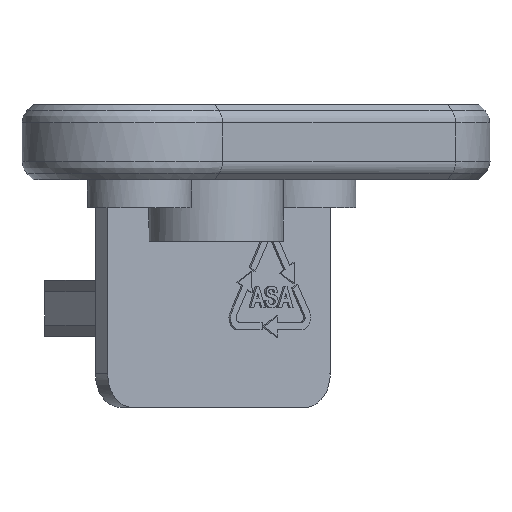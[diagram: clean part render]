
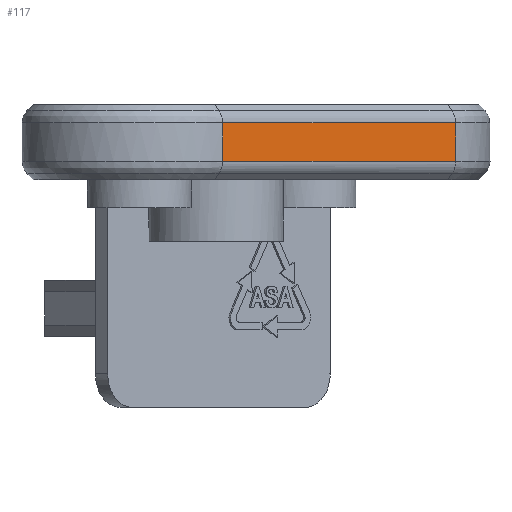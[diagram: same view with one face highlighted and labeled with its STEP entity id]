
A CAD part, front view. The second image highlights one B-rep face of the part: STEP entity #117.
In plain terms, the highlighted planar face has unit normal (0.707, -0.707, 0).
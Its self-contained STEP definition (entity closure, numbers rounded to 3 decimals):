
#117=ADVANCED_FACE('',(#304),#2873,.T.);
#304=FACE_OUTER_BOUND('',#506,.T.);
#506=EDGE_LOOP('',(#994,#995,#996,#997));
#994=ORIENTED_EDGE('',*,*,#1780,.T.);
#995=ORIENTED_EDGE('',*,*,#1766,.F.);
#996=ORIENTED_EDGE('',*,*,#1779,.T.);
#997=ORIENTED_EDGE('',*,*,#1762,.T.);
#1762=EDGE_CURVE('',#2651,#2652,#2121,.T.);
#1766=EDGE_CURVE('',#2656,#2655,#2122,.T.);
#1779=EDGE_CURVE('',#2656,#2651,#2469,.T.);
#1780=EDGE_CURVE('',#2652,#2655,#2470,.T.);
#2121=B_SPLINE_CURVE_WITH_KNOTS('',1,(#5718,#5719),.UNSPECIFIED.,.F.,.F.,
(2,2),(1.331,4.169),.UNSPECIFIED.);
#2122=B_SPLINE_CURVE_WITH_KNOTS('',1,(#5732,#5733),.UNSPECIFIED.,.F.,.F.,
(2,2),(1.331,4.169),.UNSPECIFIED.);
#2469=(
BOUNDED_CURVE()
B_SPLINE_CURVE(1,(#5776,#5777),.UNSPECIFIED.,.F.,.F.)
B_SPLINE_CURVE_WITH_KNOTS((2,2),(0.,29.422),
 .UNSPECIFIED.)
CURVE()
GEOMETRIC_REPRESENTATION_ITEM()
RATIONAL_B_SPLINE_CURVE((1.,1.))
REPRESENTATION_ITEM('')
);
#2470=(
BOUNDED_CURVE()
B_SPLINE_CURVE(1,(#5778,#5779),.UNSPECIFIED.,.F.,.F.)
B_SPLINE_CURVE_WITH_KNOTS((2,2),(0.,29.422),
 .UNSPECIFIED.)
CURVE()
GEOMETRIC_REPRESENTATION_ITEM()
RATIONAL_B_SPLINE_CURVE((1.,1.))
REPRESENTATION_ITEM('')
);
#2651=VERTEX_POINT('',#4824);
#2652=VERTEX_POINT('',#4825);
#2655=VERTEX_POINT('',#4828);
#2656=VERTEX_POINT('',#4829);
#2873=PLANE('',#3148);
#3148=AXIS2_PLACEMENT_3D('',#3568,#3303,$);
#3303=DIRECTION('',(0.707,-0.707,0.));
#3568=CARTESIAN_POINT('',(-33.414,12.609,130.311));
#4824=CARTESIAN_POINT('',(-33.414,12.609,128.69));
#4825=CARTESIAN_POINT('',(-33.414,12.609,125.233));
#4828=CARTESIAN_POINT('',(-12.609,33.414,125.233));
#4829=CARTESIAN_POINT('',(-12.609,33.414,128.69));
#5718=CARTESIAN_POINT('',(-33.414,12.609,128.69));
#5719=CARTESIAN_POINT('',(-33.414,12.609,125.233));
#5732=CARTESIAN_POINT('',(-12.609,33.414,128.69));
#5733=CARTESIAN_POINT('',(-12.609,33.414,125.233));
#5776=CARTESIAN_POINT('',(-12.609,33.414,128.69));
#5777=CARTESIAN_POINT('',(-33.414,12.609,128.69));
#5778=CARTESIAN_POINT('',(-33.414,12.609,125.233));
#5779=CARTESIAN_POINT('',(-12.609,33.414,125.233));
